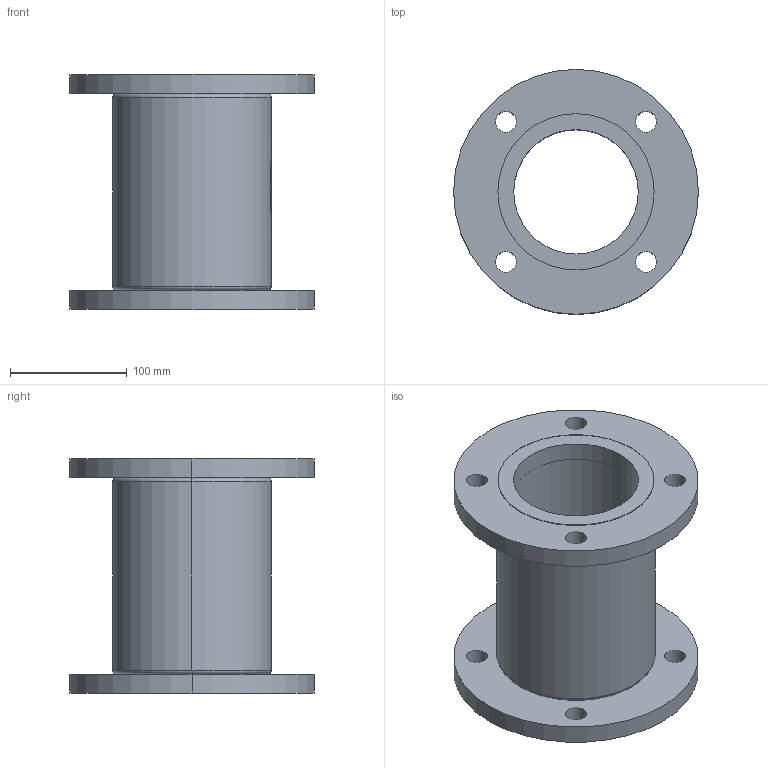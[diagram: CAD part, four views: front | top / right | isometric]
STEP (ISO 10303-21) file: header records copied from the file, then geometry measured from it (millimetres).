
FILE_DESCRIPTION (( 'STEP AP214' ), '1' );
FILE_NAME ('7150000_DN100_PN06_51422036.STEP', '2022-02-02T08:06:35', ( 'axxx' ), ( 'Hewlett-Packard Company' ), 'SwSTEP 2.0', 'SolidWorks 2019', '' );
FILE_SCHEMA (( 'AUTOMOTIVE_DESIGN' ));
Length unit declared in the file: millimetre
Products named in the file (1): 7150000_DN100_PN06_51422036
Bounding box: 210 x 210 x 202 mm (x, y, z)
Volume: 1736382.2 mm3; surface area: 277589.1 mm2
Topology: 1 solids, 1 shells, 530 faces, 1373 edges, 914 vertices
Faces by surface type: plane 239, bspline 234, cylinder 49, torus 8
Entity records: 29563 total; most frequent: CARTESIAN_POINT 18124, ORIENTED_EDGE 2746, DIRECTION 1589, EDGE_CURVE 1373, VERTEX_POINT 914, LINE 725, VECTOR 725, EDGE_LOOP 617
